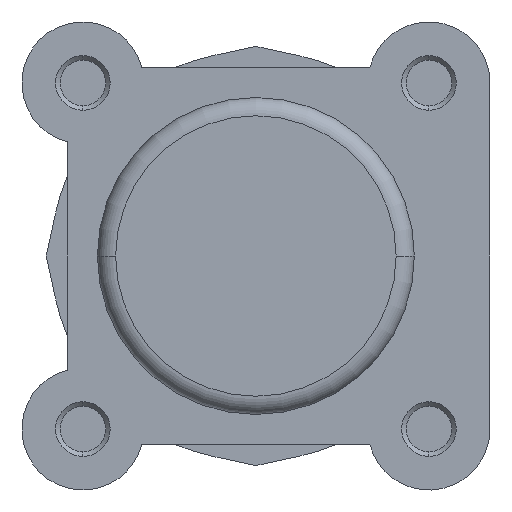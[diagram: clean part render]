
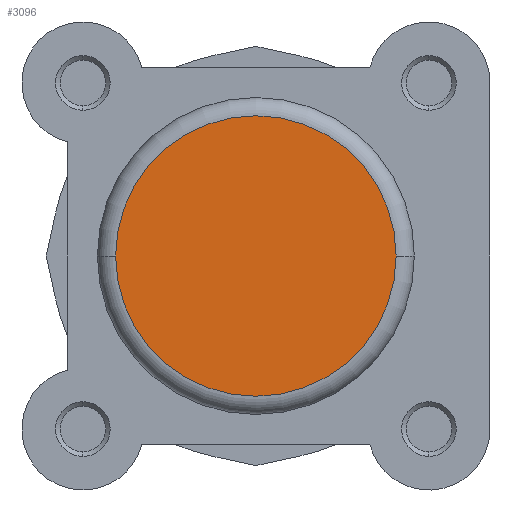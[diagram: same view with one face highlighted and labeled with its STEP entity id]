
A CAD part, left-side view. The second image highlights one B-rep face of the part: STEP entity #3096.
In plain terms, the highlighted planar face has unit normal (-1, 0, 0).
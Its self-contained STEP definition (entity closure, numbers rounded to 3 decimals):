
#25 = CARTESIAN_POINT ( 'NONE',  ( 0., -15.4, 0. ) ) ;
#365 = CARTESIAN_POINT ( 'NONE',  ( 0., 0., 0. ) ) ;
#371 = DIRECTION ( 'NONE',  ( -1., 0., 0. ) ) ;
#372 = DIRECTION ( 'NONE',  ( 0., 1., 0. ) ) ;
#665 = CARTESIAN_POINT ( 'NONE',  ( 0., 0., 0. ) ) ;
#667 = DIRECTION ( 'NONE',  ( -1., 0., 0. ) ) ;
#668 = DIRECTION ( 'NONE',  ( 0., 1., 0. ) ) ;
#694 = CARTESIAN_POINT ( 'NONE',  ( 0., 0., 0. ) ) ;
#708 = PLANE ( 'NONE',  #2042 ) ;
#713 = DIRECTION ( 'NONE',  ( 1., 0., 0. ) ) ;
#714 = DIRECTION ( 'NONE',  ( 0., 1., 0. ) ) ;
#1322 = CARTESIAN_POINT ( 'NONE',  ( 0., 15.4, 0. ) ) ;
#1338 = VERTEX_POINT ( 'NONE', #1322 ) ;
#1380 = VERTEX_POINT ( 'NONE', #25 ) ;
#1893 = EDGE_CURVE ( 'NONE', #1338, #1380, #3434, .T. ) ;
#1961 = AXIS2_PLACEMENT_3D ( 'NONE', #365, #371, #372 ) ;
#2029 = AXIS2_PLACEMENT_3D ( 'NONE', #665, #667, #668 ) ;
#2042 = AXIS2_PLACEMENT_3D ( 'NONE', #694, #713, #714 ) ;
#2491 = EDGE_CURVE ( 'NONE', #1380, #1338, #3583, .T. ) ;
#2573 = EDGE_LOOP ( 'NONE', ( #2832, #2831 ) ) ;
#2831 = ORIENTED_EDGE ( 'NONE', *, *, #2491, .T. ) ;
#2832 = ORIENTED_EDGE ( 'NONE', *, *, #1893, .T. ) ;
#3096 = ADVANCED_FACE ( 'NONE', ( #3610 ), #708, .F. ) ;
#3434 = CIRCLE ( 'NONE', #1961, 15.4 ) ;
#3583 = CIRCLE ( 'NONE', #2029, 15.4 ) ;
#3610 = FACE_OUTER_BOUND ( 'NONE', #2573, .T. ) ;
